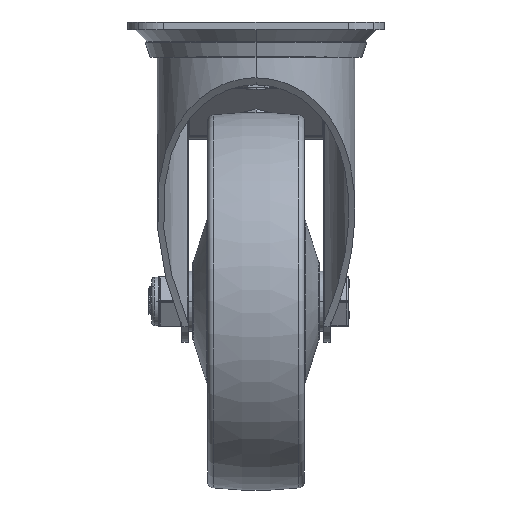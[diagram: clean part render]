
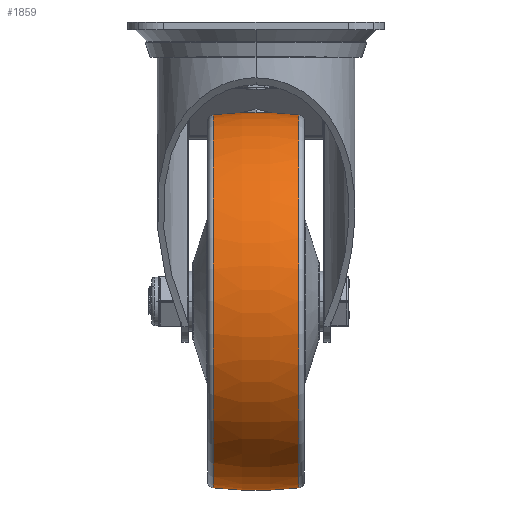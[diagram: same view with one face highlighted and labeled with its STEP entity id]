
A CAD part, left-side view. The second image highlights one B-rep face of the part: STEP entity #1859.
In plain terms, the highlighted toroidal (fillet/blend) face has major radius 66 mm and minor radius 128.5 mm.
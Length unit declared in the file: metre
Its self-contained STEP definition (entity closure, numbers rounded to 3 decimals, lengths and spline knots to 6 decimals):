
#1859=ADVANCED_FACE('38:121893',(#3785),#3786,.T.);
#3785=FACE_OUTER_BOUND('',#9035,.T.);
#3786=TOROIDAL_SURFACE('',#9036,-0.066,0.1285);
#9035=EDGE_LOOP('',(#19222,#19223,#19224,#19225));
#9036=AXIS2_PLACEMENT_3D('',#19226,#19227,#19228);
#19222=ORIENTED_EDGE('',*,*,#27749,.T.);
#19223=ORIENTED_EDGE('',*,*,#27757,.F.);
#19224=ORIENTED_EDGE('',*,*,#27751,.T.);
#19225=ORIENTED_EDGE('',*,*,#27755,.T.);
#19226=CARTESIAN_POINT('',(0.0,0.,0.0));
#19227=DIRECTION('',(0.0,-1.0,0.0));
#19228=DIRECTION('',(0.0,0.0,-1.0));
#27749=EDGE_CURVE('',#31881,#31873,#31882,.T.);
#27751=EDGE_CURVE('',#31876,#31883,#31885,.T.);
#27755=EDGE_CURVE('38:121908',#31883,#31881,#31891,.T.);
#27757=EDGE_CURVE('38:121914',#31876,#31873,#31893,.T.);
#31873=VERTEX_POINT('',#38920);
#31876=VERTEX_POINT('',#38923);
#31881=VERTEX_POINT('',#38928);
#31882=CIRCLE('',#38929,0.1285);
#31883=VERTEX_POINT('',#38930);
#31885=CIRCLE('',#38932,0.1285);
#31891=CIRCLE('',#38938,0.061711);
#31893=CIRCLE('',#38940,0.061711);
#38920=CARTESIAN_POINT('',(0.,-0.014221,-0.061711));
#38923=CARTESIAN_POINT('',(0.,-0.014221,0.061711));
#38928=CARTESIAN_POINT('',(0.,0.014221,-0.061711));
#38929=AXIS2_PLACEMENT_3D('',#48599,#48600,#48601);
#38930=CARTESIAN_POINT('',(0.,0.014221,0.061711));
#38932=AXIS2_PLACEMENT_3D('',#48605,#48606,#48607);
#38938=AXIS2_PLACEMENT_3D('',#48617,#48618,#48619);
#38940=AXIS2_PLACEMENT_3D('',#48623,#48624,#48625);
#48599=CARTESIAN_POINT('',(0.,0.,0.066));
#48600=DIRECTION('',(-1.0,-0.0,0.));
#48601=DIRECTION('',(0.,0.0,-1.0));
#48605=CARTESIAN_POINT('',(0.,0.,-0.066));
#48606=DIRECTION('',(-1.0,-0.0,0.));
#48607=DIRECTION('',(0.,0.0,1.0));
#48617=CARTESIAN_POINT('',(0.0,0.014221,0.0));
#48618=DIRECTION('',(0.0,-1.0,0.0));
#48619=DIRECTION('',(0.,0.0,1.0));
#48623=CARTESIAN_POINT('',(0.0,-0.014221,0.0));
#48624=DIRECTION('',(0.0,-1.0,0.0));
#48625=DIRECTION('',(0.,0.0,1.0));
